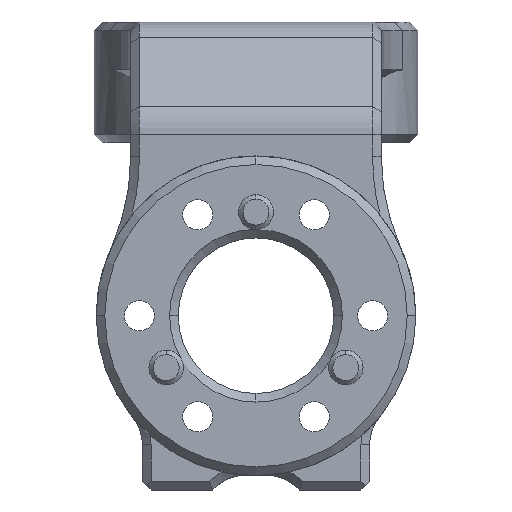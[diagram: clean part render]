
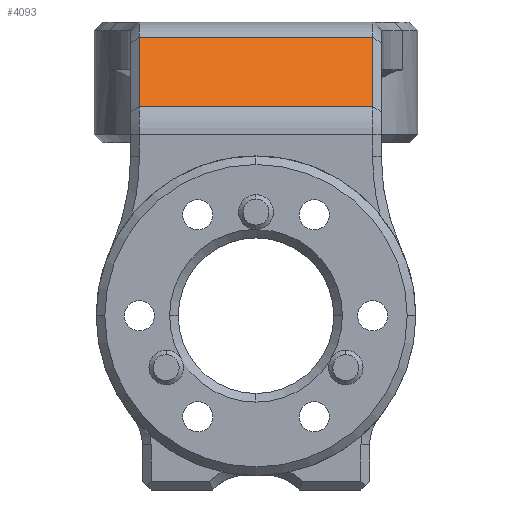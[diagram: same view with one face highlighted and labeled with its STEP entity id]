
A CAD part, front view. The second image highlights one B-rep face of the part: STEP entity #4093.
In plain terms, the highlighted planar face has unit normal (0, -0.762, 0.647).
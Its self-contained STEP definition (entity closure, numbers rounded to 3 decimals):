
#7 = DIRECTION ( 'NONE',  ( 0., -0.647, -0.762 ) ) ;
#315 = CARTESIAN_POINT ( 'NONE',  ( -16.26, 149.836, 33.995 ) ) ;
#572 = ORIENTED_EDGE ( 'NONE', *, *, #5375, .T. ) ;
#639 = LINE ( 'NONE', #3885, #2996 ) ;
#1412 = VECTOR ( 'NONE', #6324, 1000. ) ;
#1589 = CARTESIAN_POINT ( 'NONE',  ( -44.26, 148.338, 32.231 ) ) ;
#1645 = VERTEX_POINT ( 'NONE', #1743 ) ;
#1743 = CARTESIAN_POINT ( 'NONE',  ( -44.26, 148.338, 32.231 ) ) ;
#1797 = VERTEX_POINT ( 'NONE', #3876 ) ;
#2296 = ORIENTED_EDGE ( 'NONE', *, *, #3392, .F. ) ;
#2484 = EDGE_LOOP ( 'NONE', ( #2296, #572, #3515, #5496 ) ) ;
#2503 = DIRECTION ( 'NONE',  ( -1., 0., 0. ) ) ;
#2996 = VECTOR ( 'NONE', #5996, 1000. ) ;
#3078 = VERTEX_POINT ( 'NONE', #6001 ) ;
#3392 = EDGE_CURVE ( 'NONE', #1797, #6332, #6869, .T. ) ;
#3515 = ORIENTED_EDGE ( 'NONE', *, *, #6481, .T. ) ;
#3626 = FACE_OUTER_BOUND ( 'NONE', #2484, .T. ) ;
#3844 = AXIS2_PLACEMENT_3D ( 'NONE', #315, #4701, #2503 ) ;
#3876 = CARTESIAN_POINT ( 'NONE',  ( -17.26, 141.533, 24.217 ) ) ;
#3885 = CARTESIAN_POINT ( 'NONE',  ( -17.26, 148.338, 32.231 ) ) ;
#4093 = ADVANCED_FACE ( 'NONE', ( #3626 ), #5824, .T. ) ;
#4125 = CARTESIAN_POINT ( 'NONE',  ( -17.26, 141.533, 24.217 ) ) ;
#4421 = VECTOR ( 'NONE', #7, 1000. ) ;
#4531 = EDGE_CURVE ( 'NONE', #1645, #6332, #5437, .T. ) ;
#4701 = DIRECTION ( 'NONE',  ( 0., -0.762, 0.647 ) ) ;
#5020 = VECTOR ( 'NONE', #6795, 1000. ) ;
#5118 = CARTESIAN_POINT ( 'NONE',  ( -17.26, 141.533, 24.217 ) ) ;
#5375 = EDGE_CURVE ( 'NONE', #1797, #3078, #5659, .T. ) ;
#5437 = LINE ( 'NONE', #1589, #4421 ) ;
#5496 = ORIENTED_EDGE ( 'NONE', *, *, #4531, .T. ) ;
#5659 = LINE ( 'NONE', #5118, #5020 ) ;
#5824 = PLANE ( 'NONE',  #3844 ) ;
#5996 = DIRECTION ( 'NONE',  ( -1., 0., 0. ) ) ;
#6001 = CARTESIAN_POINT ( 'NONE',  ( -17.26, 148.338, 32.231 ) ) ;
#6324 = DIRECTION ( 'NONE',  ( -1., 0., 0. ) ) ;
#6332 = VERTEX_POINT ( 'NONE', #6983 ) ;
#6481 = EDGE_CURVE ( 'NONE', #3078, #1645, #639, .T. ) ;
#6795 = DIRECTION ( 'NONE',  ( 0., 0.647, 0.762 ) ) ;
#6869 = LINE ( 'NONE', #4125, #1412 ) ;
#6983 = CARTESIAN_POINT ( 'NONE',  ( -44.26, 141.533, 24.217 ) ) ;
